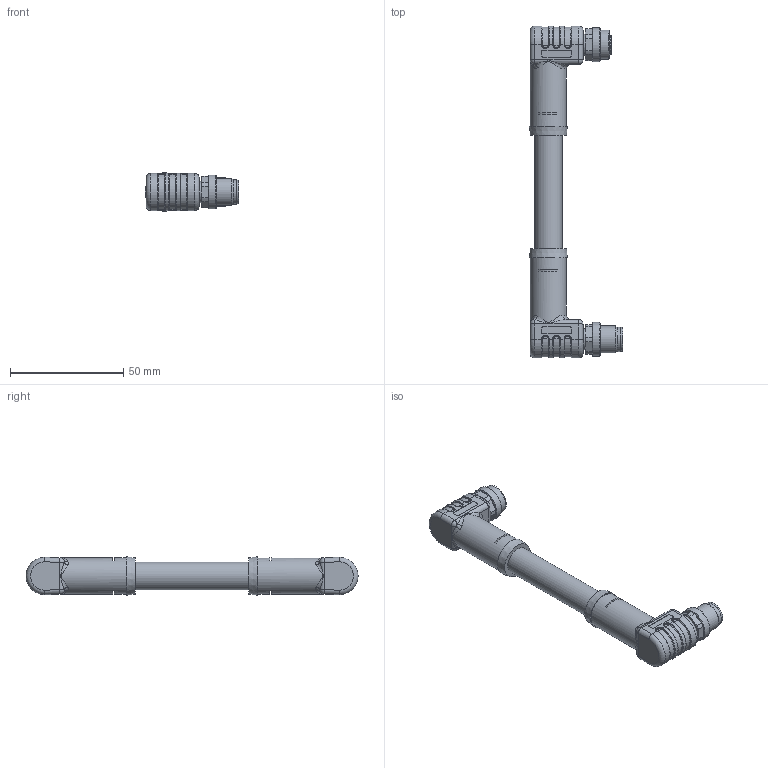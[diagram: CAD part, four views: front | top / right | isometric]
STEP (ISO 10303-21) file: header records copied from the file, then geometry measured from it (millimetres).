
FILE_DESCRIPTION(/* description */ (''),/* implementation_level */ '2;1');
FILE_NAME(/* name */ 'PL-WM12K4-m-PL-WM12S4_S5015_stp.stp',/* time_stamp */ '2017-01-25T15:33:28+01:00',/* author */ (''),/* organization */ (''),/* preprocessor_version */ 'ST-DEVELOPER v16',/* originating_system */ 'SIEMENS PLM Software NX 10.0',/* authorisation */ '');
FILE_SCHEMA (('AUTOMOTIVE_DESIGN { 1 0 10303 214 3 1 1 1 }'));
Length unit declared in the file: millimetre
Products named in the file (1): 5028751
Bounding box: 41.4 x 146.5 x 17 mm (x, y, z)
Volume: 32629.8 mm3; surface area: 11316.3 mm2
Topology: 1 solids, 1 shells, 559 faces, 1371 edges, 823 vertices
Faces by surface type: plane 199, cylinder 164, bspline 73, torus 49, cone 26, extrusion 25, sphere 23
Full cylindrical faces by diameter (mm): 1.5 x4, 1.6 x4, 1.7 x1, 8.9 x1, 9.4 x2, 10.5 x1, 10.8 x1, 10.95 x1, 12 x1, 12.2 x1, 12.3 x1, 12.8 x1, 15 x2, 16 x2
Entity records: 17861 total; most frequent: CARTESIAN_POINT 5693, ORIENTED_EDGE 2542, DIRECTION 2422, EDGE_CURVE 1271, AXIS2_PLACEMENT_3D 922, VERTEX_POINT 794, EDGE_LOOP 639, VECTOR 578
